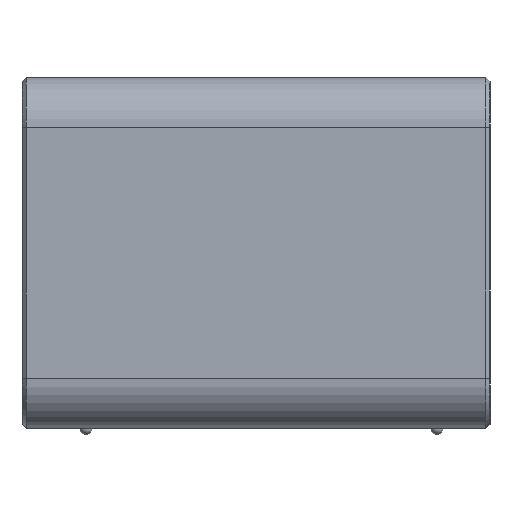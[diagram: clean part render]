
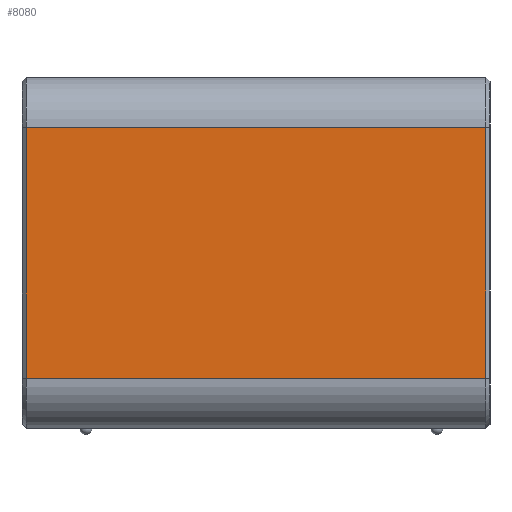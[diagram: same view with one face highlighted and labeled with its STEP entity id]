
A CAD part, left-side view. The second image highlights one B-rep face of the part: STEP entity #8080.
In plain terms, the highlighted planar face has unit normal (-1, 0, 0).
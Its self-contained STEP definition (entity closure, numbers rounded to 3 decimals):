
#277=PLANE('',#8762);
#611=FACE_OUTER_BOUND('',#1101,.T.);
#1101=EDGE_LOOP('',(#6330,#6331,#6332,#6333,#6334));
#1735=LINE('',#12786,#2552);
#1769=LINE('',#12877,#2586);
#1772=LINE('',#12883,#2589);
#1773=LINE('',#12885,#2590);
#1774=LINE('',#12886,#2591);
#2552=VECTOR('',#10260,10.);
#2586=VECTOR('',#10356,10.);
#2589=VECTOR('',#10361,10.);
#2590=VECTOR('',#10362,10.);
#2591=VECTOR('',#10363,10.);
#3790=VERTEX_POINT('',#12772);
#3793=VERTEX_POINT('',#12779);
#3820=VERTEX_POINT('',#12876);
#3822=VERTEX_POINT('',#12882);
#3823=VERTEX_POINT('',#12884);
#4703=EDGE_CURVE('',#3793,#3790,#1735,.T.);
#4747=EDGE_CURVE('',#3790,#3820,#1769,.T.);
#4750=EDGE_CURVE('',#3822,#3793,#1772,.T.);
#4751=EDGE_CURVE('',#3823,#3822,#1773,.T.);
#4752=EDGE_CURVE('',#3820,#3823,#1774,.T.);
#6330=ORIENTED_EDGE('',*,*,#4750,.F.);
#6331=ORIENTED_EDGE('',*,*,#4751,.F.);
#6332=ORIENTED_EDGE('',*,*,#4752,.F.);
#6333=ORIENTED_EDGE('',*,*,#4747,.F.);
#6334=ORIENTED_EDGE('',*,*,#4703,.F.);
#8080=ADVANCED_FACE('',(#611),#277,.T.);
#8762=AXIS2_PLACEMENT_3D('',#12881,#10359,#10360);
#10260=DIRECTION('',(0.,1.,0.));
#10356=DIRECTION('',(0.,0.,1.));
#10359=DIRECTION('center_axis',(-1.,0.,0.));
#10360=DIRECTION('ref_axis',(0.,0.,
1.));
#10361=DIRECTION('',(0.,0.,-1.));
#10362=DIRECTION('',(0.,0.,-1.));
#10363=DIRECTION('',(0.,-1.,0.));
#12772=CARTESIAN_POINT('',(21.693,1.5,-1.647));
#12779=CARTESIAN_POINT('',(21.693,-53.5,-1.647));
#12786=CARTESIAN_POINT('',(21.693,-45.,-1.647));
#12876=CARTESIAN_POINT('',(21.693,1.5,28.365));
#12877=CARTESIAN_POINT('',(21.693,1.5,-2.616));
#12881=CARTESIAN_POINT('Origin',(21.693,-45.,-6.647));
#12882=CARTESIAN_POINT('',(21.693,-53.5,22.));
#12883=CARTESIAN_POINT('',(21.693,-53.5,4.346));
#12884=CARTESIAN_POINT('',(21.693,-53.5,28.365));
#12885=CARTESIAN_POINT('',(21.693,-53.5,-1.616));
#12886=CARTESIAN_POINT('',(21.693,-45.,28.365));
